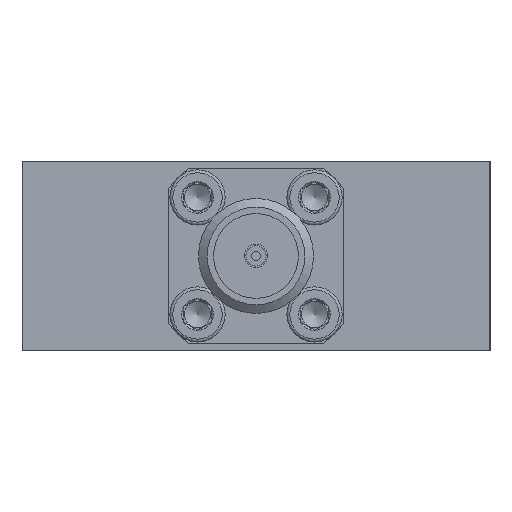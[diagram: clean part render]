
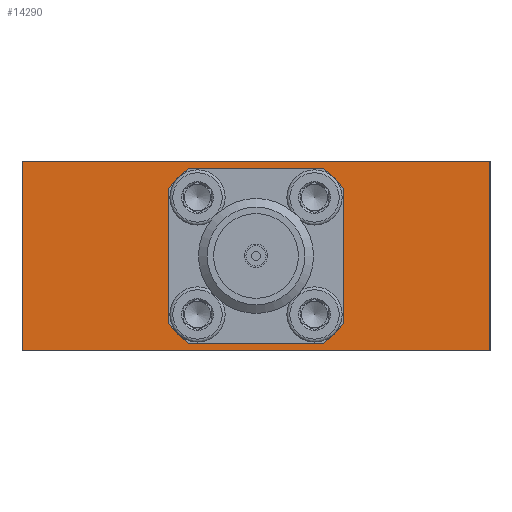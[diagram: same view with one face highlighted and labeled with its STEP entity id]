
A CAD part, left-side view. The second image highlights one B-rep face of the part: STEP entity #14290.
In plain terms, the highlighted planar face has unit normal (-1, 0, 0).
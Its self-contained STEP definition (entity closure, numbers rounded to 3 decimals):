
#176=LINE('',#18472,#968);
#180=LINE('',#18482,#972);
#183=LINE('',#18490,#975);
#186=LINE('',#18498,#978);
#350=LINE('',#19447,#1142);
#942=LINE('',#20714,#1734);
#946=LINE('',#20721,#1738);
#947=LINE('',#20723,#1739);
#968=VECTOR('',#15758,1000.);
#972=VECTOR('',#15768,1000.);
#975=VECTOR('',#15777,1000.);
#978=VECTOR('',#15786,1000.);
#1142=VECTOR('',#16546,1000.);
#1734=VECTOR('',#17646,1000.);
#1738=VECTOR('',#17654,1000.);
#1739=VECTOR('',#17657,1000.);
#2191=PLANE('',#15183);
#4468=ORIENTED_EDGE('',*,*,#5833,.T.);
#4469=ORIENTED_EDGE('',*,*,#5211,.F.);
#4470=ORIENTED_EDGE('',*,*,#5832,.F.);
#4471=ORIENTED_EDGE('',*,*,#5828,.T.);
#4472=ORIENTED_EDGE('',*,*,#4873,.F.);
#4473=ORIENTED_EDGE('',*,*,#4858,.F.);
#4474=ORIENTED_EDGE('',*,*,#4861,.F.);
#4475=ORIENTED_EDGE('',*,*,#4863,.F.);
#4476=ORIENTED_EDGE('',*,*,#4865,.F.);
#4477=ORIENTED_EDGE('',*,*,#4867,.F.);
#4478=ORIENTED_EDGE('',*,*,#4869,.F.);
#4479=ORIENTED_EDGE('',*,*,#4871,.F.);
#4858=EDGE_CURVE('',#6055,#6056,#176,.T.);
#4861=EDGE_CURVE('',#6057,#6055,#6976,.T.);
#4863=EDGE_CURVE('',#6058,#6057,#180,.T.);
#4865=EDGE_CURVE('',#6059,#6058,#6977,.T.);
#4867=EDGE_CURVE('',#6060,#6059,#183,.T.);
#4869=EDGE_CURVE('',#6061,#6060,#6978,.T.);
#4871=EDGE_CURVE('',#6062,#6061,#186,.T.);
#4873=EDGE_CURVE('',#6056,#6062,#6979,.T.);
#5211=EDGE_CURVE('',#6332,#6333,#350,.T.);
#5828=EDGE_CURVE('',#6754,#6753,#942,.T.);
#5832=EDGE_CURVE('',#6754,#6332,#946,.T.);
#5833=EDGE_CURVE('',#6753,#6333,#947,.T.);
#6055=VERTEX_POINT('',#18473);
#6056=VERTEX_POINT('',#18474);
#6057=VERTEX_POINT('',#18479);
#6058=VERTEX_POINT('',#18483);
#6059=VERTEX_POINT('',#18487);
#6060=VERTEX_POINT('',#18491);
#6061=VERTEX_POINT('',#18495);
#6062=VERTEX_POINT('',#18499);
#6332=VERTEX_POINT('',#19446);
#6333=VERTEX_POINT('',#19448);
#6753=VERTEX_POINT('',#20713);
#6754=VERTEX_POINT('',#20715);
#6976=CIRCLE('',#14621,6.);
#6977=CIRCLE('',#14624,6.);
#6978=CIRCLE('',#14627,6.);
#6979=CIRCLE('',#14630,6.);
#7930=EDGE_LOOP('',(#4468,#4469,#4470,#4471));
#7931=EDGE_LOOP('',(#4472,#4473,#4474,#4475,#4476,#4477,#4478,#4479));
#8918=FACE_BOUND('',#7930,.T.);
#8919=FACE_BOUND('',#7931,.T.);
#14290=ADVANCED_FACE('',(#8918,#8919),#2191,.T.);
#14621=AXIS2_PLACEMENT_3D('',#18478,#15763,#15764);
#14624=AXIS2_PLACEMENT_3D('',#18486,#15772,#15773);
#14627=AXIS2_PLACEMENT_3D('',#18494,#15781,#15782);
#14630=AXIS2_PLACEMENT_3D('',#18502,#15790,#15791);
#15183=AXIS2_PLACEMENT_3D('',#20722,#17655,#17656);
#15758=DIRECTION('',(0.,0.,1.));
#15763=DIRECTION('',(-1.,0.,0.));
#15764=DIRECTION('',(0.,1.,0.));
#15768=DIRECTION('',(0.,-1.,0.));
#15772=DIRECTION('',(-1.,0.,0.));
#15773=DIRECTION('',(0.,1.,0.));
#15777=DIRECTION('',(0.,0.,-1.));
#15781=DIRECTION('',(-1.,0.,0.));
#15782=DIRECTION('',(0.,1.,0.));
#15786=DIRECTION('',(0.,1.,0.));
#15790=DIRECTION('',(-1.,0.,0.));
#15791=DIRECTION('',(0.,1.,0.));
#16546=DIRECTION('',(0.,-1.,0.));
#17646=DIRECTION('',(0.,-1.,0.));
#17654=DIRECTION('',(0.,0.,1.));
#17655=DIRECTION('',(-1.,0.,0.));
#17656=DIRECTION('',(0.,-1.,0.));
#17657=DIRECTION('',(0.,0.,1.));
#18472=CARTESIAN_POINT('',(-20.3,-4.75,-2.52));
#18473=CARTESIAN_POINT('',(-20.3,-4.75,-2.52));
#18474=CARTESIAN_POINT('',(-20.3,-4.75,4.812));
#18478=CARTESIAN_POINT('',(-20.3,0.,1.146));
#18479=CARTESIAN_POINT('',(-20.3,-3.666,-3.604));
#18482=CARTESIAN_POINT('',(-20.3,3.666,-3.604));
#18483=CARTESIAN_POINT('',(-20.3,3.666,-3.604));
#18486=CARTESIAN_POINT('',(-20.3,0.,1.146));
#18487=CARTESIAN_POINT('',(-20.3,4.75,-2.52));
#18490=CARTESIAN_POINT('',(-20.3,4.75,4.812));
#18491=CARTESIAN_POINT('',(-20.3,4.75,4.812));
#18494=CARTESIAN_POINT('',(-20.3,0.,1.146));
#18495=CARTESIAN_POINT('',(-20.3,3.666,5.896));
#18498=CARTESIAN_POINT('',(-20.3,-3.666,5.896));
#18499=CARTESIAN_POINT('',(-20.3,-3.666,5.896));
#18502=CARTESIAN_POINT('',(-20.3,0.,1.146));
#19446=CARTESIAN_POINT('',(-20.3,12.7,6.286));
#19447=CARTESIAN_POINT('',(-20.3,12.7,6.286));
#19448=CARTESIAN_POINT('',(-20.3,-12.7,6.286));
#20713=CARTESIAN_POINT('',(-20.3,-12.7,-4.));
#20714=CARTESIAN_POINT('',(-20.3,12.7,-4.));
#20715=CARTESIAN_POINT('',(-20.3,12.7,-4.));
#20721=CARTESIAN_POINT('',(-20.3,12.7,-4.));
#20722=CARTESIAN_POINT('',(-20.3,12.7,-4.));
#20723=CARTESIAN_POINT('',(-20.3,-12.7,-4.));
